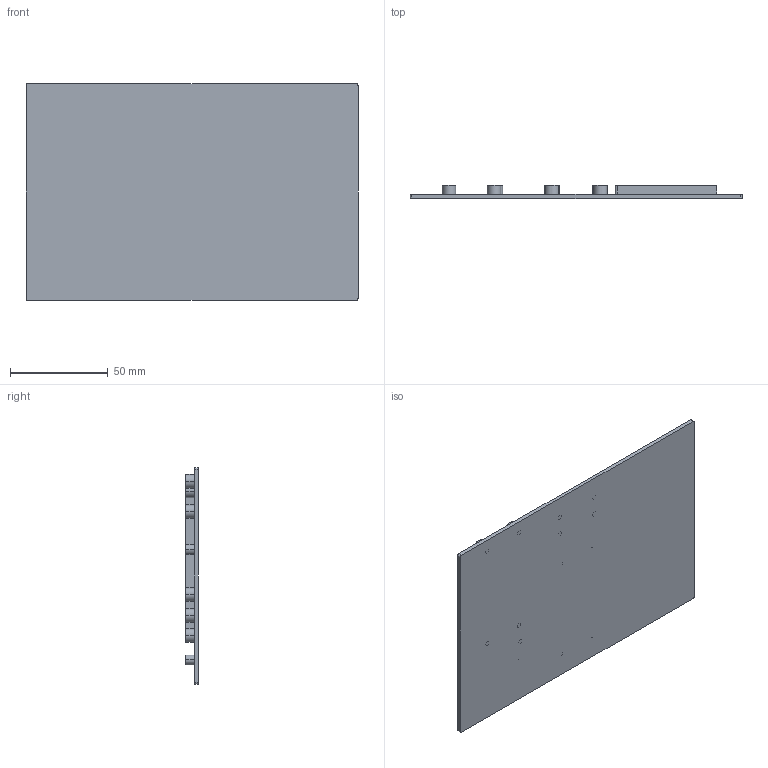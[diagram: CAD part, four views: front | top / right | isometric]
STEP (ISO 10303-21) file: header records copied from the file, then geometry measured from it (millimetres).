
FILE_DESCRIPTION((''),'2;1');
FILE_NAME('MOUNT_PLATE','2023-09-02T16:30:49',('natha'),(''),'CREO PARAMETRIC BY PTC INC, 2022073','CREO PARAMETRIC BY PTC INC, 2022073','');
FILE_SCHEMA(('CONFIG_CONTROL_DESIGN'));
Length unit declared in the file: millimetre
Products named in the file (1): MOUNT_PLATE
Bounding box: 170 x 6.5 x 111 mm (x, y, z)
Volume: 40628.6 mm3; surface area: 41874.6 mm2
Topology: 1 solids, 1 shells, 102 faces, 213 edges, 142 vertices
Faces by surface type: cylinder 61, plane 41
Entity records: 2817 total; most frequent: DIRECTION 539, CARTESIAN_POINT 457, ORIENTED_EDGE 426, AXIS2_PLACEMENT_3D 224, EDGE_CURVE 213, VERTEX_POINT 142, EDGE_LOOP 131, CIRCLE 122
